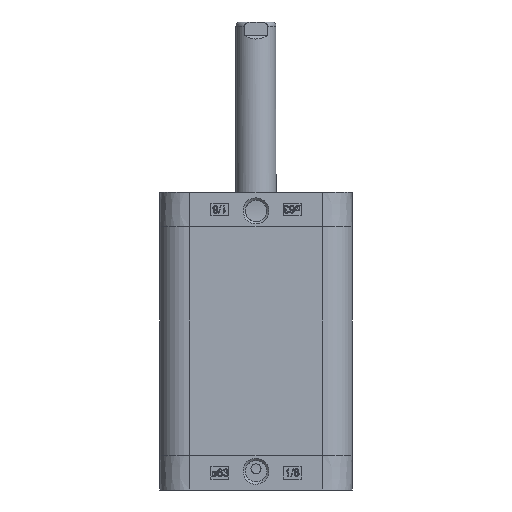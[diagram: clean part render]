
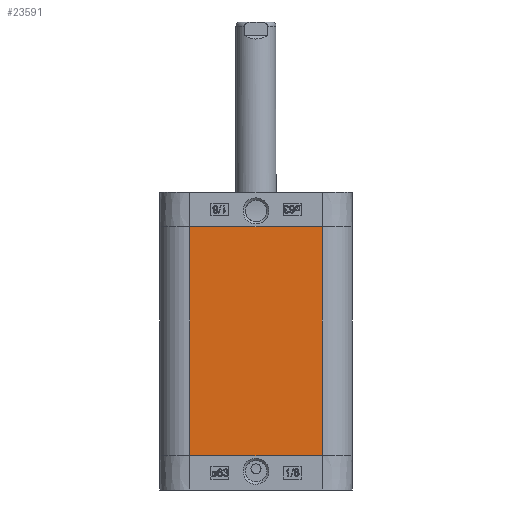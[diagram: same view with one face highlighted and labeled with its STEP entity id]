
A CAD part, left-side view. The second image highlights one B-rep face of the part: STEP entity #23591.
In plain terms, the highlighted planar face has unit normal (-1, 0, 0).
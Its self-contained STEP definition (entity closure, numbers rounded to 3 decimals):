
#20009=CARTESIAN_POINT('',(-38.5,26.5,91.5));
#20010=VERTEX_POINT('',#20009);
#20028=CARTESIAN_POINT('',(-38.5,26.5,0.0));
#20029=VERTEX_POINT('',#20028);
#20037=CARTESIAN_POINT('',(-38.5,26.5,0.0));
#20038=DIRECTION('',(0.0,0.0,1.0));
#20039=VECTOR('',#20038,91.5);
#20040=LINE('',#20037,#20039);
#20041=EDGE_CURVE('',#20029,#20010,#20040,.T.);
#23542=CARTESIAN_POINT('',(-38.5,-26.5,91.5));
#23543=VERTEX_POINT('',#23542);
#23551=CARTESIAN_POINT('',(-38.5,-26.5,0.0));
#23552=VERTEX_POINT('',#23551);
#23553=CARTESIAN_POINT('',(-38.5,-26.5,0.0));
#23554=DIRECTION('',(0.0,0.0,1.0));
#23555=VECTOR('',#23554,91.5);
#23556=LINE('',#23553,#23555);
#23557=EDGE_CURVE('',#23552,#23543,#23556,.T.);
#23570=CARTESIAN_POINT('',(-38.5,-26.5,0.0));
#23571=DIRECTION('',(-1.0,0.0,0.0));
#23572=DIRECTION('',(0.0,0.0,1.0));
#23573=AXIS2_PLACEMENT_3D('',#23570,#23571,#23572);
#23574=PLANE('',#23573);
#23575=CARTESIAN_POINT('',(-38.5,-26.5,91.5));
#23576=DIRECTION('',(0.0,1.0,0.0));
#23577=VECTOR('',#23576,53.);
#23578=LINE('',#23575,#23577);
#23579=EDGE_CURVE('',#23543,#20010,#23578,.T.);
#23580=ORIENTED_EDGE('',*,*,#23579,.T.);
#23581=ORIENTED_EDGE('',*,*,#20041,.F.);
#23582=CARTESIAN_POINT('',(-38.5,26.5,0.0));
#23583=DIRECTION('',(0.0,-1.0,0.0));
#23584=VECTOR('',#23583,53.);
#23585=LINE('',#23582,#23584);
#23586=EDGE_CURVE('',#20029,#23552,#23585,.T.);
#23587=ORIENTED_EDGE('',*,*,#23586,.T.);
#23588=ORIENTED_EDGE('',*,*,#23557,.T.);
#23589=EDGE_LOOP('',(#23580,#23581,#23587,#23588));
#23590=FACE_OUTER_BOUND('',#23589,.T.);
#23591=ADVANCED_FACE('',(#23590),#23574,.T.);
